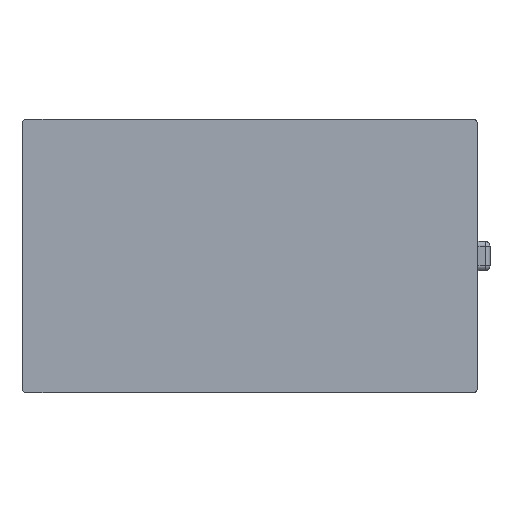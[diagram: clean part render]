
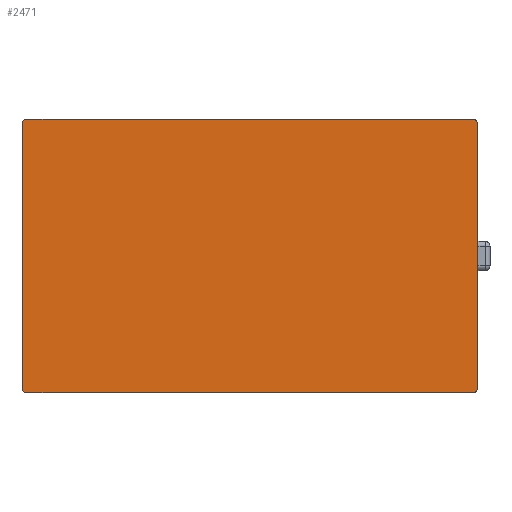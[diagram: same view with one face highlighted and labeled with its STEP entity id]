
A CAD part, front view. The second image highlights one B-rep face of the part: STEP entity #2471.
In plain terms, the highlighted planar face has unit normal (0, -1, 0).
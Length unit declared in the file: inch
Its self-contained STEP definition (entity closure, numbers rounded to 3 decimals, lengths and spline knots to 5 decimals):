
#799=DIRECTION('',(0.,0.,-1.));
#800=VECTOR('',#799,2.12);
#801=CARTESIAN_POINT('',(2.46,-0.31,1.06));
#802=LINE('',#801,#800);
#815=CARTESIAN_POINT('',(2.42,-0.31,-1.06));
#816=DIRECTION('',(0.,-1.,0.));
#817=DIRECTION('',(0.,0.,-1.));
#818=AXIS2_PLACEMENT_3D('',#815,#816,#817);
#855=DIRECTION('',(1.,0.,0.));
#856=VECTOR('',#855,3.58);
#857=CARTESIAN_POINT('',(-1.16,-0.31,1.1));
#858=LINE('',#857,#856);
#871=CARTESIAN_POINT('',(-1.16,-0.31,1.06));
#872=DIRECTION('',(0.,-1.,0.));
#873=DIRECTION('',(0.,0.,1.));
#874=AXIS2_PLACEMENT_3D('',#871,#872,#873);
#881=DIRECTION('',(0.,0.,1.));
#882=VECTOR('',#881,2.12);
#883=CARTESIAN_POINT('',(-1.2,-0.31,-1.06));
#884=LINE('',#883,#882);
#897=CARTESIAN_POINT('',(-1.16,-0.31,-1.06));
#898=DIRECTION('',(0.,-1.,0.));
#899=DIRECTION('',(-1.,0.,0.));
#900=AXIS2_PLACEMENT_3D('',#897,#898,#899);
#907=DIRECTION('',(-1.,0.,0.));
#908=VECTOR('',#907,3.58);
#909=CARTESIAN_POINT('',(2.42,-0.31,-1.1));
#910=LINE('',#909,#908);
#923=CARTESIAN_POINT('',(2.42,-0.31,1.06));
#924=DIRECTION('',(0.,-1.,0.));
#925=DIRECTION('',(1.,0.,0.));
#926=AXIS2_PLACEMENT_3D('',#923,#924,#925);
#1095=CARTESIAN_POINT('',(2.46,-0.31,1.06));
#1096=CARTESIAN_POINT('',(2.46,-0.31,-1.06));
#1097=VERTEX_POINT('',#1095);
#1098=VERTEX_POINT('',#1096);
#1099=CARTESIAN_POINT('',(2.42,-0.31,-1.1));
#1100=VERTEX_POINT('',#1099);
#1101=CARTESIAN_POINT('',(-1.16,-0.31,-1.1));
#1102=VERTEX_POINT('',#1101);
#1103=CARTESIAN_POINT('',(-1.2,-0.31,-1.06));
#1104=VERTEX_POINT('',#1103);
#1105=CARTESIAN_POINT('',(-1.2,-0.31,1.06));
#1106=VERTEX_POINT('',#1105);
#1107=CARTESIAN_POINT('',(-1.16,-0.31,1.1));
#1108=VERTEX_POINT('',#1107);
#1109=CARTESIAN_POINT('',(2.42,-0.31,1.1));
#1110=VERTEX_POINT('',#1109);
#2449=CARTESIAN_POINT('',(2.46,-0.31,0.));
#2450=DIRECTION('',(0.,1.,0.));
#2451=DIRECTION('',(1.,0.,0.));
#2452=AXIS2_PLACEMENT_3D('',#2449,#2450,#2451);
#2453=PLANE('',#2452);
#2454=ORIENTED_EDGE('',*,*,#2439,.T.);
#2456=ORIENTED_EDGE('',*,*,#2455,.F.);
#2458=ORIENTED_EDGE('',*,*,#2457,.T.);
#2460=ORIENTED_EDGE('',*,*,#2459,.F.);
#2462=ORIENTED_EDGE('',*,*,#2461,.T.);
#2464=ORIENTED_EDGE('',*,*,#2463,.F.);
#2466=ORIENTED_EDGE('',*,*,#2465,.T.);
#2468=ORIENTED_EDGE('',*,*,#2467,.F.);
#2469=EDGE_LOOP('',(#2454,#2456,#2458,#2460,#2462,#2464,#2466,#2468));
#2470=FACE_OUTER_BOUND('',#2469,.F.);
#2471=ADVANCED_FACE('',(#2470),#2453,.F.);
#819=CIRCLE('',#818,0.04);
#875=CIRCLE('',#874,0.04);
#901=CIRCLE('',#900,0.04);
#927=CIRCLE('',#926,0.04);
#2439=EDGE_CURVE('',#1097,#1098,#802,.T.);
#2455=EDGE_CURVE('',#1100,#1098,#819,.T.);
#2457=EDGE_CURVE('',#1100,#1102,#910,.T.);
#2459=EDGE_CURVE('',#1104,#1102,#901,.T.);
#2461=EDGE_CURVE('',#1104,#1106,#884,.T.);
#2463=EDGE_CURVE('',#1108,#1106,#875,.T.);
#2465=EDGE_CURVE('',#1108,#1110,#858,.T.);
#2467=EDGE_CURVE('',#1097,#1110,#927,.T.);
